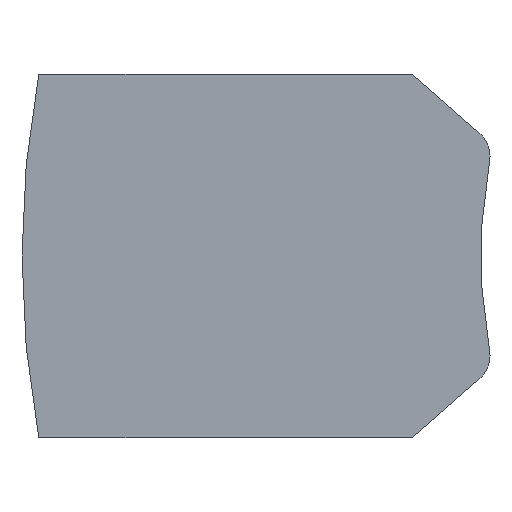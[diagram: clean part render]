
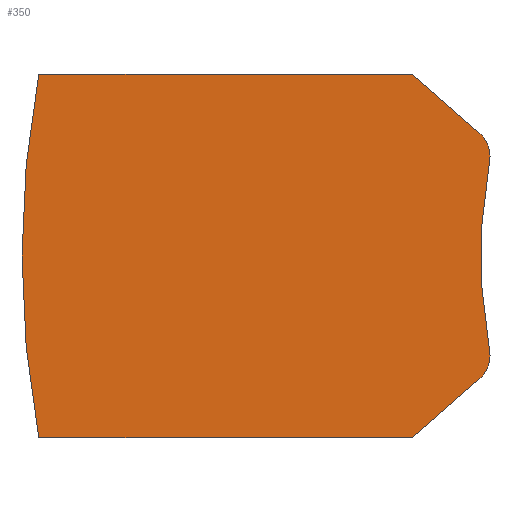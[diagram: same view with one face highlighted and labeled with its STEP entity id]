
A CAD part, front view. The second image highlights one B-rep face of the part: STEP entity #350.
In plain terms, the highlighted planar face has unit normal (0, -1, 0).
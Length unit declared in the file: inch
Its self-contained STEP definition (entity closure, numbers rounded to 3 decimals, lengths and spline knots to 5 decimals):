
#28=PLANE('',#398);
#46=FACE_OUTER_BOUND('',#64,.T.);
#64=EDGE_LOOP('',(#321,#322,#323,#324,#325,#326,#327,#328));
#79=LINE('',#536,#119);
#95=LINE('',#571,#135);
#103=LINE('',#587,#143);
#104=LINE('',#590,#144);
#119=VECTOR('',#437,0.3937);
#135=VECTOR('',#467,0.3937);
#143=VECTOR('',#485,0.3937);
#144=VECTOR('',#490,0.3937);
#145=CIRCLE('',#374,0.07283);
#148=CIRCLE('',#378,1.30512);
#150=CIRCLE('',#382,0.07283);
#152=CIRCLE('',#388,2.43504);
#153=VERTEX_POINT('',#495);
#154=VERTEX_POINT('',#496);
#158=VERTEX_POINT('',#506);
#168=VERTEX_POINT('',#530);
#169=VERTEX_POINT('',#534);
#178=VERTEX_POINT('',#558);
#179=VERTEX_POINT('',#560);
#184=VERTEX_POINT('',#585);
#185=EDGE_CURVE('',#153,#154,#145,.F.);
#191=EDGE_CURVE('',#153,#158,#148,.T.);
#202=EDGE_CURVE('',#168,#158,#150,.F.);
#205=EDGE_CURVE('',#168,#169,#79,.T.);
#218=EDGE_CURVE('',#178,#179,#152,.T.);
#223=EDGE_CURVE('',#169,#178,#95,.T.);
#231=EDGE_CURVE('',#179,#184,#103,.T.);
#232=EDGE_CURVE('',#184,#154,#104,.T.);
#321=ORIENTED_EDGE('',*,*,#185,.F.);
#322=ORIENTED_EDGE('',*,*,#191,.T.);
#323=ORIENTED_EDGE('',*,*,#202,.F.);
#324=ORIENTED_EDGE('',*,*,#205,.T.);
#325=ORIENTED_EDGE('',*,*,#223,.T.);
#326=ORIENTED_EDGE('',*,*,#218,.T.);
#327=ORIENTED_EDGE('',*,*,#231,.T.);
#328=ORIENTED_EDGE('',*,*,#232,.T.);
#350=ADVANCED_FACE('',(#46),#28,.F.);
#374=AXIS2_PLACEMENT_3D('',#497,#403,#404);
#378=AXIS2_PLACEMENT_3D('',#508,#414,#415);
#382=AXIS2_PLACEMENT_3D('',#531,#431,#432);
#388=AXIS2_PLACEMENT_3D('',#562,#457,#458);
#398=AXIS2_PLACEMENT_3D('',#591,#491,#492);
#403=DIRECTION('center_axis',(0.,-1.,0.));
#404=DIRECTION('ref_axis',(0.944,0.,-0.329));
#414=DIRECTION('center_axis',(0.,1.,0.));
#415=DIRECTION('ref_axis',(0.977,0.,0.212));
#431=DIRECTION('center_axis',(0.,-1.,0.));
#432=DIRECTION('ref_axis',(0.944,0.,0.329));
#437=DIRECTION('',(-0.752,0.,0.66));
#457=DIRECTION('center_axis',(0.,-1.,0.));
#458=DIRECTION('ref_axis',(-0.896,0.,-0.443));
#467=DIRECTION('',(-1.,0.,0.));
#485=DIRECTION('',(1.,0.,0.));
#490=DIRECTION('',(0.752,0.,0.66));
#491=DIRECTION('center_axis',(0.,1.,0.));
#492=DIRECTION('ref_axis',(0.,0.,1.));
#495=CARTESIAN_POINT('',(-1.28401,-1.52362,-0.23376));
#496=CARTESIAN_POINT('',(-1.30763,-1.52362,-0.30155));
#497=CARTESIAN_POINT('Origin',(-1.35567,-1.52362,-0.2468));
#506=CARTESIAN_POINT('',(-1.28401,-1.52362,0.23376));
#508=CARTESIAN_POINT('Origin',(0.,-1.52362,0.));
#530=CARTESIAN_POINT('',(-1.30763,-1.52362,0.30155));
#531=CARTESIAN_POINT('Origin',(-1.35567,-1.52362,0.2468));
#534=CARTESIAN_POINT('',(-1.47322,-1.52362,0.44685));
#536=CARTESIAN_POINT('',(-1.37049,-1.52362,0.3567));
#558=CARTESIAN_POINT('',(-2.39369,-1.52362,0.44685));
#560=CARTESIAN_POINT('',(-2.39369,-1.52362,-0.44685));
#562=CARTESIAN_POINT('Origin',(0.,-1.52362,0.));
#571=CARTESIAN_POINT('',(-2.0071,-1.52362,0.44685));
#585=CARTESIAN_POINT('',(-1.47322,-1.52362,-0.44685));
#587=CARTESIAN_POINT('',(-1.85356,-1.52362,-0.44685));
#590=CARTESIAN_POINT('',(-1.82973,-1.52362,-0.7597));
#591=CARTESIAN_POINT('Origin',(-1.85525,-1.52362,0.));
